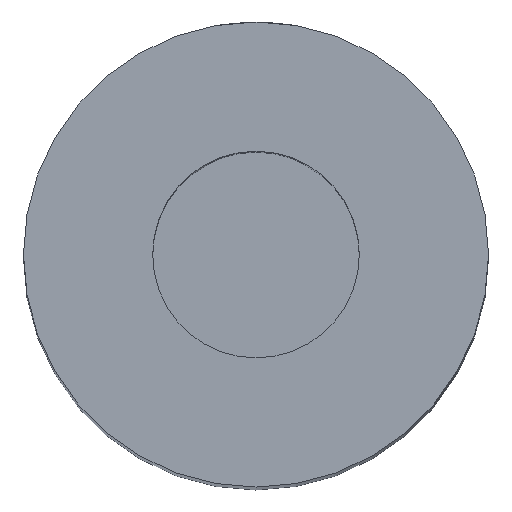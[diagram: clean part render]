
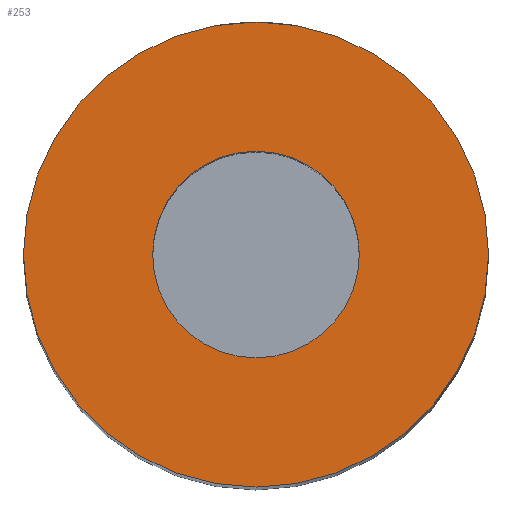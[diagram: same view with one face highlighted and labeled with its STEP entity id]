
A CAD part, top view. The second image highlights one B-rep face of the part: STEP entity #253.
In plain terms, the highlighted planar face has unit normal (0, 0, 1).
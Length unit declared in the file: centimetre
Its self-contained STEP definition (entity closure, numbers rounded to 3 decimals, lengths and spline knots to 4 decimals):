
#142=VERTEX_POINT('',#443);
#143=VERTEX_POINT('',#447);
#148=CIRCLE('',#265,0.4);
#149=CIRCLE('',#268,0.9);
#167=EDGE_CURVE('',#142,#142,#148,.T.);
#168=EDGE_CURVE('',#143,#143,#149,.T.);
#205=ORIENTED_EDGE('',*,*,#167,.T.);
#206=ORIENTED_EDGE('',*,*,#168,.F.);
#223=EDGE_LOOP('',(#205));
#224=EDGE_LOOP('',(#206));
#241=FACE_BOUND('',#223,.T.);
#242=FACE_BOUND('',#224,.T.);
#253=ADVANCED_FACE('',(#241,#242),#458,.T.);
#265=AXIS2_PLACEMENT_3D('',#442,#297,#298);
#268=AXIS2_PLACEMENT_3D('',#446,#302,#303);
#270=AXIS2_PLACEMENT_3D('',#450,#306,$);
#297=DIRECTION('',(0.,0.,-1.));
#298=DIRECTION('',(0.4,0.,0.));
#302=DIRECTION('',(0.,0.,-1.));
#303=DIRECTION('',(0.9,0.,0.));
#306=DIRECTION('',(0.,0.,1.));
#442=CARTESIAN_POINT('',(0.,0.,6.5));
#443=CARTESIAN_POINT('',(0.4,0.,6.5));
#446=CARTESIAN_POINT('',(0.,0.,6.5));
#447=CARTESIAN_POINT('',(0.9,0.,6.5));
#450=CARTESIAN_POINT('',(0.,0.,6.5));
#458=PLANE('',#270);
